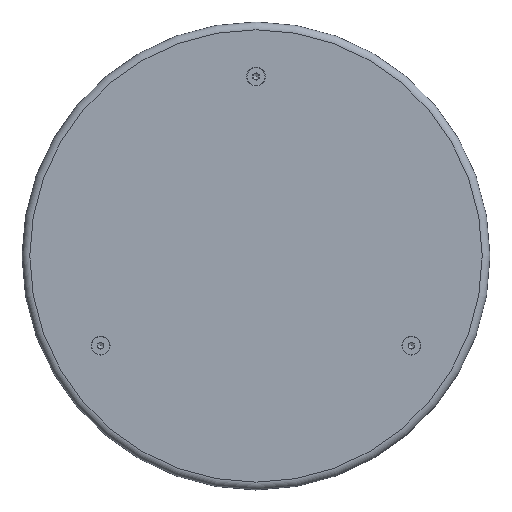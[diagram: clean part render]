
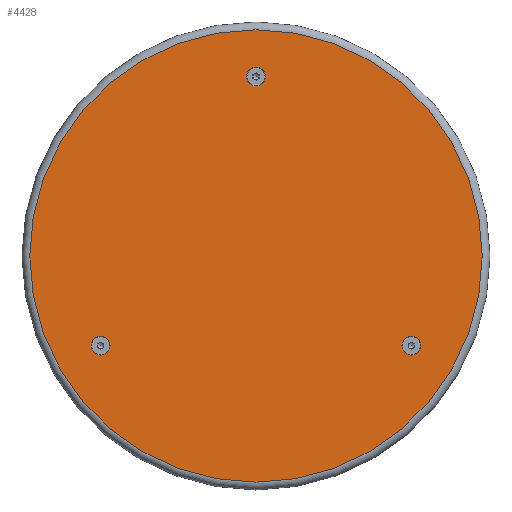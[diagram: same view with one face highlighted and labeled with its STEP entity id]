
A CAD part, top view. The second image highlights one B-rep face of the part: STEP entity #4428.
In plain terms, the highlighted planar face has unit normal (0, 0, 1).
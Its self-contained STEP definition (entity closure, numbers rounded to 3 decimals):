
#273 = CARTESIAN_POINT ( 'NONE',  ( 0., 0., 55.947 ) ) ;
#516 = ORIENTED_EDGE ( 'NONE', *, *, #2381, .F. ) ;
#521 = DIRECTION ( 'NONE',  ( 0., 0., 1. ) ) ;
#545 = CARTESIAN_POINT ( 'NONE',  ( 96.593, -62.696, 55.947 ) ) ;
#1040 = DIRECTION ( 'NONE',  ( -0.5, -0.866, 0. ) ) ;
#1178 = CARTESIAN_POINT ( 'NONE',  ( -102.593, -52.304, 55.947 ) ) ;
#1233 = DIRECTION ( 'NONE',  ( 0., 0., -1. ) ) ;
#1330 = CARTESIAN_POINT ( 'NONE',  ( 0., 0., 55.947 ) ) ;
#1429 = EDGE_CURVE ( 'NONE', #1905, #1905, #7524, .T. ) ;
#1595 = AXIS2_PLACEMENT_3D ( 'NONE', #8441, #2857, #7758 ) ;
#1723 = DIRECTION ( 'NONE',  ( 0., 0., 1. ) ) ;
#1905 = VERTEX_POINT ( 'NONE', #5984 ) ;
#1915 = FACE_BOUND ( 'NONE', #8196, .T. ) ;
#2146 = EDGE_CURVE ( 'NONE', #4092, #4092, #5938, .T. ) ;
#2381 = EDGE_CURVE ( 'NONE', #3960, #3960, #6746, .T. ) ;
#2414 = CARTESIAN_POINT ( 'NONE',  ( 99.593, -57.5, 55.947 ) ) ;
#2857 = DIRECTION ( 'NONE',  ( 0., 0., 1. ) ) ;
#3700 = ORIENTED_EDGE ( 'NONE', *, *, #4076, .F. ) ;
#3866 = AXIS2_PLACEMENT_3D ( 'NONE', #2414, #1723, #1040 ) ;
#3960 = VERTEX_POINT ( 'NONE', #545 ) ;
#4023 = CARTESIAN_POINT ( 'NONE',  ( 0., 115., 55.947 ) ) ;
#4076 = EDGE_CURVE ( 'NONE', #5572, #5572, #8508, .T. ) ;
#4092 = VERTEX_POINT ( 'NONE', #1178 ) ;
#4428 = ADVANCED_FACE ( 'NONE', ( #6824, #6174, #1915, #6128 ), #8822, .F. ) ;
#4941 = DIRECTION ( 'NONE',  ( 0., 0., 1. ) ) ;
#5047 = AXIS2_PLACEMENT_3D ( 'NONE', #4023, #521, #8232 ) ;
#5359 = DIRECTION ( 'NONE',  ( -1., 0., 0. ) ) ;
#5572 = VERTEX_POINT ( 'NONE', #7622 ) ;
#5747 = AXIS2_PLACEMENT_3D ( 'NONE', #1330, #1233, #5359 ) ;
#5938 = CIRCLE ( 'NONE', #1595, 6. ) ;
#5984 = CARTESIAN_POINT ( 'NONE',  ( 145., 0., 55.947 ) ) ;
#6128 = FACE_OUTER_BOUND ( 'NONE', #8609, .T. ) ;
#6174 = FACE_BOUND ( 'NONE', #7133, .T. ) ;
#6437 = DIRECTION ( 'NONE',  ( 1., 0., 0. ) ) ;
#6746 = CIRCLE ( 'NONE', #3866, 6. ) ;
#6824 = FACE_BOUND ( 'NONE', #6949, .T. ) ;
#6949 = EDGE_LOOP ( 'NONE', ( #516 ) ) ;
#7133 = EDGE_LOOP ( 'NONE', ( #7551 ) ) ;
#7389 = AXIS2_PLACEMENT_3D ( 'NONE', #273, #4941, #6437 ) ;
#7463 = ORIENTED_EDGE ( 'NONE', *, *, #1429, .T. ) ;
#7524 = CIRCLE ( 'NONE', #7389, 145. ) ;
#7551 = ORIENTED_EDGE ( 'NONE', *, *, #2146, .F. ) ;
#7622 = CARTESIAN_POINT ( 'NONE',  ( 6., 115., 55.947 ) ) ;
#7758 = DIRECTION ( 'NONE',  ( -0.5, 0.866, 0. ) ) ;
#8196 = EDGE_LOOP ( 'NONE', ( #3700 ) ) ;
#8232 = DIRECTION ( 'NONE',  ( 1., 0., 0. ) ) ;
#8441 = CARTESIAN_POINT ( 'NONE',  ( -99.593, -57.5, 55.947 ) ) ;
#8508 = CIRCLE ( 'NONE', #5047, 6. ) ;
#8609 = EDGE_LOOP ( 'NONE', ( #7463 ) ) ;
#8822 = PLANE ( 'NONE',  #5747 ) ;
